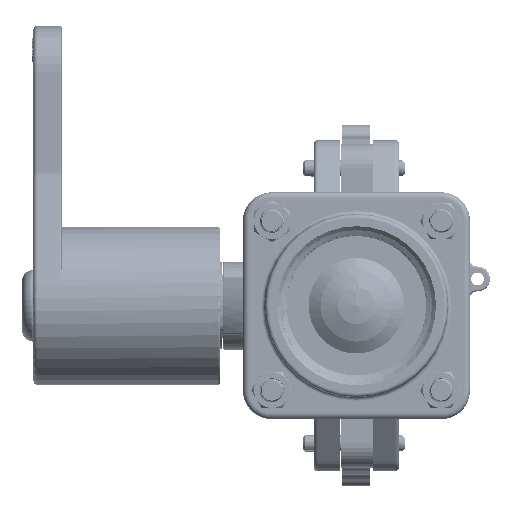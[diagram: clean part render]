
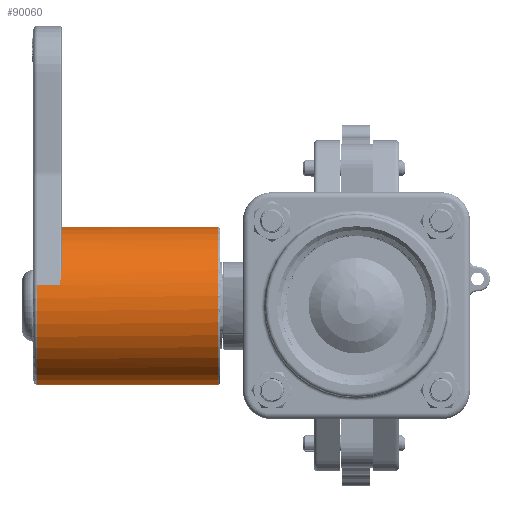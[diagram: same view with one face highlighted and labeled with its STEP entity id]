
A CAD part, left-side view. The second image highlights one B-rep face of the part: STEP entity #90060.
In plain terms, the highlighted cylindrical face has radius 31.496 mm (diameter 62.992 mm), a full revolution.
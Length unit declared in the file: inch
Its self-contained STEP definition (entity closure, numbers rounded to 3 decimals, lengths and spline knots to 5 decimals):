
#2037=B_SPLINE_CURVE_WITH_KNOTS('',3,(#156488,#156489,#156490,#156491,#156492,
#156493,#156494,#156495,#156496,#156497),.UNSPECIFIED.,.F.,.F.,(4,2,2,2,
4),(-0.3559,-0.34268,-0.32947,-0.28278,
-0.17259),.UNSPECIFIED.);
#2038=B_SPLINE_CURVE_WITH_KNOTS('',3,(#156501,#156502,#156503,#156504,#156505,
#156506,#156507,#156508),.UNSPECIFIED.,.F.,.F.,(4,2,2,4),(0.58159,
0.63114,0.7723,0.77279),.UNSPECIFIED.);
#2039=B_SPLINE_CURVE_WITH_KNOTS('',3,(#156516,#156517,#156518,#156519,#156520,
#156521,#156522,#156523),.UNSPECIFIED.,.F.,.F.,(4,2,2,4),(-0.00055,
0.,0.15926,0.21516),.UNSPECIFIED.);
#2040=B_SPLINE_CURVE_WITH_KNOTS('',3,(#156527,#156528,#156529,#156530,#156531,
#156532),.UNSPECIFIED.,.F.,.F.,(4,2,4),(1.25455,1.55486,
1.91042),.UNSPECIFIED.);
#7314=CYLINDRICAL_SURFACE('',#96739,1.24);
#8592=FACE_OUTER_BOUND('',#13930,.T.);
#13930=EDGE_LOOP('',(#64147,#64148,#64149,#64150,#64151,#64152,#64153,#64154,
#64155,#64156,#64157,#64158,#64159,#64160,#64161,#64162,#64163,#64164,#64165,
#64166));
#19435=CIRCLE('',#96737,1.24);
#19437=CIRCLE('',#96740,1.24);
#19438=CIRCLE('',#96741,1.24);
#19439=CIRCLE('',#96742,1.24);
#19440=CIRCLE('',#96743,1.24);
#19441=CIRCLE('',#96744,1.24);
#19442=CIRCLE('',#96745,1.24);
#19443=CIRCLE('',#96746,1.24);
#21150=LINE('',#156476,#29735);
#21151=LINE('',#156478,#29736);
#21152=LINE('',#156482,#29737);
#21153=LINE('',#156486,#29738);
#21154=LINE('',#156510,#29739);
#21155=LINE('',#156514,#29740);
#21156=LINE('',#156534,#29741);
#29735=VECTOR('',#104747,0.3937);
#29736=VECTOR('',#104748,0.3937);
#29737=VECTOR('',#104751,1.24);
#29738=VECTOR('',#104754,0.3937);
#29739=VECTOR('',#104757,0.3937);
#29740=VECTOR('',#104760,0.3937);
#29741=VECTOR('',#104763,0.3937);
#38778=VERTEX_POINT('',#156445);
#38779=VERTEX_POINT('',#156458);
#38781=VERTEX_POINT('',#156475);
#38782=VERTEX_POINT('',#156477);
#38783=VERTEX_POINT('',#156479);
#38784=VERTEX_POINT('',#156481);
#38785=VERTEX_POINT('',#156483);
#38786=VERTEX_POINT('',#156485);
#38787=VERTEX_POINT('',#156487);
#38788=VERTEX_POINT('',#156498);
#38789=VERTEX_POINT('',#156500);
#38790=VERTEX_POINT('',#156509);
#38791=VERTEX_POINT('',#156511);
#38792=VERTEX_POINT('',#156513);
#38793=VERTEX_POINT('',#156515);
#38794=VERTEX_POINT('',#156524);
#38795=VERTEX_POINT('',#156526);
#38796=VERTEX_POINT('',#156533);
#48399=EDGE_CURVE('',#38778,#38779,#19435,.T.);
#48402=EDGE_CURVE('',#38781,#38779,#21150,.T.);
#48403=EDGE_CURVE('',#38778,#38782,#21151,.T.);
#48404=EDGE_CURVE('',#38783,#38782,#19437,.T.);
#48405=EDGE_CURVE('',#38783,#38784,#21152,.T.);
#48406=EDGE_CURVE('',#38785,#38784,#19438,.T.);
#48407=EDGE_CURVE('',#38785,#38786,#21153,.T.);
#48408=EDGE_CURVE('',#38787,#38786,#2037,.F.);
#48409=EDGE_CURVE('',#38787,#38788,#19439,.T.);
#48410=EDGE_CURVE('',#38789,#38788,#2038,.F.);
#48411=EDGE_CURVE('',#38790,#38789,#21154,.T.);
#48412=EDGE_CURVE('',#38791,#38790,#19440,.T.);
#48413=EDGE_CURVE('',#38792,#38791,#21155,.T.);
#48414=EDGE_CURVE('',#38793,#38792,#2039,.F.);
#48415=EDGE_CURVE('',#38793,#38794,#19441,.T.);
#48416=EDGE_CURVE('',#38795,#38794,#2040,.F.);
#48417=EDGE_CURVE('',#38796,#38795,#21156,.T.);
#48418=EDGE_CURVE('',#38784,#38796,#19442,.T.);
#48419=EDGE_CURVE('',#38781,#38783,#19443,.T.);
#64147=ORIENTED_EDGE('',*,*,#48402,.T.);
#64148=ORIENTED_EDGE('',*,*,#48399,.F.);
#64149=ORIENTED_EDGE('',*,*,#48403,.T.);
#64150=ORIENTED_EDGE('',*,*,#48404,.F.);
#64151=ORIENTED_EDGE('',*,*,#48405,.T.);
#64152=ORIENTED_EDGE('',*,*,#48406,.F.);
#64153=ORIENTED_EDGE('',*,*,#48407,.T.);
#64154=ORIENTED_EDGE('',*,*,#48408,.F.);
#64155=ORIENTED_EDGE('',*,*,#48409,.T.);
#64156=ORIENTED_EDGE('',*,*,#48410,.F.);
#64157=ORIENTED_EDGE('',*,*,#48411,.F.);
#64158=ORIENTED_EDGE('',*,*,#48412,.F.);
#64159=ORIENTED_EDGE('',*,*,#48413,.F.);
#64160=ORIENTED_EDGE('',*,*,#48414,.F.);
#64161=ORIENTED_EDGE('',*,*,#48415,.T.);
#64162=ORIENTED_EDGE('',*,*,#48416,.F.);
#64163=ORIENTED_EDGE('',*,*,#48417,.F.);
#64164=ORIENTED_EDGE('',*,*,#48418,.F.);
#64165=ORIENTED_EDGE('',*,*,#48405,.F.);
#64166=ORIENTED_EDGE('',*,*,#48419,.F.);
#90060=ADVANCED_FACE('',(#8592),#7314,.T.);
#96737=AXIS2_PLACEMENT_3D('',#156459,#104741,#104742);
#96739=AXIS2_PLACEMENT_3D('',#156474,#104745,#104746);
#96740=AXIS2_PLACEMENT_3D('',#156480,#104749,#104750);
#96741=AXIS2_PLACEMENT_3D('',#156484,#104752,#104753);
#96742=AXIS2_PLACEMENT_3D('',#156499,#104755,#104756);
#96743=AXIS2_PLACEMENT_3D('',#156512,#104758,#104759);
#96744=AXIS2_PLACEMENT_3D('',#156525,#104761,#104762);
#96745=AXIS2_PLACEMENT_3D('',#156535,#104764,#104765);
#96746=AXIS2_PLACEMENT_3D('',#156536,#104766,#104767);
#104741=DIRECTION('center_axis',(0.,-1.,0.));
#104742=DIRECTION('ref_axis',(0.,0.,-1.));
#104745=DIRECTION('center_axis',(0.,-1.,0.));
#104746=DIRECTION('ref_axis',(1.,0.,0.));
#104747=DIRECTION('',(0.,1.,0.));
#104748=DIRECTION('',(0.,-1.,0.));
#104749=DIRECTION('center_axis',(0.,-1.,0.));
#104750=DIRECTION('ref_axis',(0.,0.,1.));
#104751=DIRECTION('',(0.,1.,0.));
#104752=DIRECTION('center_axis',(0.,1.,0.));
#104753=DIRECTION('ref_axis',(-0.981,0.,-0.194));
#104754=DIRECTION('',(0.,-1.,0.));
#104755=DIRECTION('center_axis',(0.,-1.,0.));
#104756=DIRECTION('ref_axis',(1.,0.,0.));
#104757=DIRECTION('',(0.,-1.,0.));
#104758=DIRECTION('center_axis',(0.,1.,0.));
#104759=DIRECTION('ref_axis',(0.999,0.,0.035));
#104760=DIRECTION('',(0.,1.,0.));
#104761=DIRECTION('center_axis',(0.,-1.,0.));
#104762=DIRECTION('ref_axis',(1.,0.,0.));
#104763=DIRECTION('',(0.,-1.,0.));
#104764=DIRECTION('center_axis',(0.,1.,0.));
#104765=DIRECTION('ref_axis',(-0.981,0.,-0.194));
#104766=DIRECTION('center_axis',(0.,-1.,0.));
#104767=DIRECTION('ref_axis',(0.,0.,1.));
#156445=CARTESIAN_POINT('',(-0.73969,-1.145,-0.99521));
#156458=CARTESIAN_POINT('',(0.73969,-1.145,-0.99521));
#156459=CARTESIAN_POINT('Origin',(0.,-1.145,0.));
#156474=CARTESIAN_POINT('Origin',(0.,0.,0.));
#156475=CARTESIAN_POINT('',(0.73969,-2.895,-0.99521));
#156476=CARTESIAN_POINT('',(0.73969,0.,-0.99521));
#156477=CARTESIAN_POINT('',(-0.73969,-2.895,-0.99521));
#156478=CARTESIAN_POINT('',(-0.73969,0.,-0.99521));
#156479=CARTESIAN_POINT('',(-1.24,-2.895,0.));
#156480=CARTESIAN_POINT('Origin',(0.,-2.895,0.));
#156481=CARTESIAN_POINT('',(-1.24,-0.06,0.));
#156482=CARTESIAN_POINT('',(-1.24,0.,0.));
#156483=CARTESIAN_POINT('',(0.75273,-0.06,-0.98539));
#156484=CARTESIAN_POINT('Origin',(0.,-0.06,0.));
#156485=CARTESIAN_POINT('',(0.75273,-0.41,-0.98539));
#156486=CARTESIAN_POINT('',(0.75273,0.,-0.98539));
#156487=CARTESIAN_POINT('',(0.80272,-0.44,-0.94511));
#156488=CARTESIAN_POINT('Ctrl Pts',(0.75273,-0.41,-0.98539));
#156489=CARTESIAN_POINT('Ctrl Pts',(0.75273,-0.41173,
-0.98539));
#156490=CARTESIAN_POINT('Ctrl Pts',(0.75303,-0.41357,
-0.98517));
#156491=CARTESIAN_POINT('Ctrl Pts',(0.75413,-0.41702,
-0.98432));
#156492=CARTESIAN_POINT('Ctrl Pts',(0.75493,-0.41863,
-0.98371));
#156493=CARTESIAN_POINT('Ctrl Pts',(0.7588,-0.4248,
-0.98074));
#156494=CARTESIAN_POINT('Ctrl Pts',(0.76374,-0.42866,
-0.9769));
#156495=CARTESIAN_POINT('Ctrl Pts',(0.77843,-0.43724,
-0.9653));
#156496=CARTESIAN_POINT('Ctrl Pts',(0.7917,-0.44,-0.95447));
#156497=CARTESIAN_POINT('Ctrl Pts',(0.80272,-0.44,-0.94511));
#156498=CARTESIAN_POINT('',(1.04098,-0.44,-0.67377));
#156499=CARTESIAN_POINT('Origin',(0.,-0.44,0.));
#156500=CARTESIAN_POINT('',(1.07511,-0.41,-0.61785));
#156501=CARTESIAN_POINT('Ctrl Pts',(1.04098,-0.44,-0.67377));
#156502=CARTESIAN_POINT('Ctrl Pts',(1.04342,-0.44,
-0.66999));
#156503=CARTESIAN_POINT('Ctrl Pts',(1.04625,-0.43941,
-0.66558));
#156504=CARTESIAN_POINT('Ctrl Pts',(1.05854,-0.43321,
-0.64605));
#156505=CARTESIAN_POINT('Ctrl Pts',(1.06658,-0.42238,
-0.63268));
#156506=CARTESIAN_POINT('Ctrl Pts',(1.07505,-0.41008,
-0.61795));
#156507=CARTESIAN_POINT('Ctrl Pts',(1.07508,-0.41004,
-0.6179));
#156508=CARTESIAN_POINT('Ctrl Pts',(1.07511,-0.41,-0.61785));
#156509=CARTESIAN_POINT('',(1.07511,-0.275,-0.61785));
#156510=CARTESIAN_POINT('',(1.07511,0.,-0.61785));
#156511=CARTESIAN_POINT('',(1.02892,-0.275,0.69205));
#156512=CARTESIAN_POINT('Origin',(0.,-0.275,0.));
#156513=CARTESIAN_POINT('',(1.02892,-0.41,0.69205));
#156514=CARTESIAN_POINT('',(1.02892,0.,0.69205));
#156515=CARTESIAN_POINT('',(0.99093,-0.44,0.74542));
#156516=CARTESIAN_POINT('Ctrl Pts',(1.02892,-0.41,0.69205));
#156517=CARTESIAN_POINT('Ctrl Pts',(1.02889,-0.41004,
0.69209));
#156518=CARTESIAN_POINT('Ctrl Pts',(1.02885,-0.41008,0.69214));
#156519=CARTESIAN_POINT('Ctrl Pts',(1.01937,-0.42238,
0.70624));
#156520=CARTESIAN_POINT('Ctrl Pts',(1.0104,-0.43321,
0.71901));
#156521=CARTESIAN_POINT('Ctrl Pts',(0.99677,-0.43941,
0.73762));
#156522=CARTESIAN_POINT('Ctrl Pts',(0.99364,-0.44,
0.74182));
#156523=CARTESIAN_POINT('Ctrl Pts',(0.99093,-0.44,0.74542));
#156524=CARTESIAN_POINT('',(0.57504,-0.44,1.0986));
#156525=CARTESIAN_POINT('Origin',(0.,-0.44,0.));
#156526=CARTESIAN_POINT('',(0.32094,-0.41,1.19775));
#156527=CARTESIAN_POINT('Ctrl Pts',(0.57504,-0.44,1.0986));
#156528=CARTESIAN_POINT('Ctrl Pts',(0.54013,-0.44,1.11688));
#156529=CARTESIAN_POINT('Ctrl Pts',(0.49733,-0.43586,
1.13657));
#156530=CARTESIAN_POINT('Ctrl Pts',(0.41798,-0.42571,
1.16835));
#156531=CARTESIAN_POINT('Ctrl Pts',(0.36547,-0.41717,
1.18581));
#156532=CARTESIAN_POINT('Ctrl Pts',(0.32094,-0.41,1.19775));
#156533=CARTESIAN_POINT('',(0.32094,-0.06,1.19775));
#156534=CARTESIAN_POINT('',(0.32094,0.,1.19775));
#156535=CARTESIAN_POINT('Origin',(0.,-0.06,0.));
#156536=CARTESIAN_POINT('Origin',(0.,-2.895,0.));
